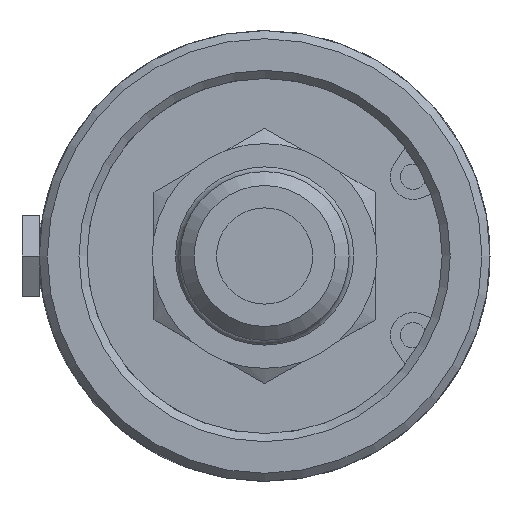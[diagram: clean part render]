
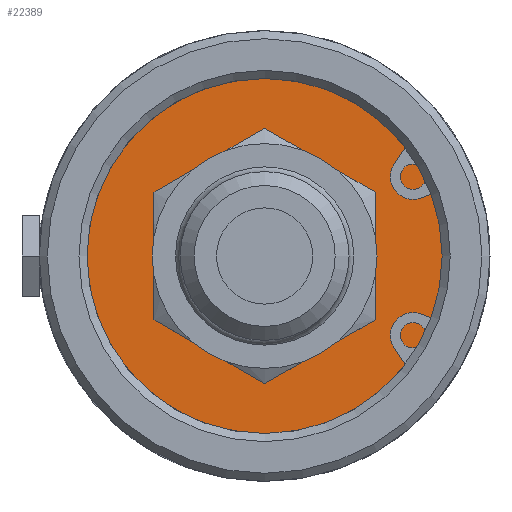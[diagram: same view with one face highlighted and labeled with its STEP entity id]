
A CAD part, left-side view. The second image highlights one B-rep face of the part: STEP entity #22389.
In plain terms, the highlighted planar face has unit normal (-1, 0, 0).
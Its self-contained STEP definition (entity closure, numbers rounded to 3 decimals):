
#179=FACE_BOUND('',#6314,.T.);
#3850=PLANE('',#23643);
#5012=FACE_OUTER_BOUND('',#6313,.T.);
#6313=EDGE_LOOP('',(#19605,#19606));
#6314=EDGE_LOOP('',(#19607));
#8112=CIRCLE('',#23549,8.5);
#8164=CIRCLE('',#23644,18.59);
#8165=CIRCLE('',#23645,18.59);
#10167=VERTEX_POINT('',#48679);
#10244=VERTEX_POINT('',#49727);
#10245=VERTEX_POINT('',#49728);
#13257=EDGE_CURVE('',#10167,#10167,#8112,.T.);
#13389=EDGE_CURVE('',#10244,#10245,#8164,.T.);
#13390=EDGE_CURVE('',#10245,#10244,#8165,.T.);
#19605=ORIENTED_EDGE('',*,*,#13389,.F.);
#19606=ORIENTED_EDGE('',*,*,#13390,.F.);
#19607=ORIENTED_EDGE('',*,*,#13257,.T.);
#22389=ADVANCED_FACE('',(#5012,#179),#3850,.T.);
#23549=AXIS2_PLACEMENT_3D('',#48680,#27141,#27142);
#23643=AXIS2_PLACEMENT_3D('',#49726,#27357,#27358);
#23644=AXIS2_PLACEMENT_3D('',#49729,#27359,#27360);
#23645=AXIS2_PLACEMENT_3D('',#49730,#27361,#27362);
#27141=DIRECTION('center_axis',(1.,0.,0.));
#27142=DIRECTION('ref_axis',(0.,-1.,0.));
#27357=DIRECTION('center_axis',(-1.,0.,0.));
#27358=DIRECTION('ref_axis',(0.,0.,1.));
#27359=DIRECTION('center_axis',(1.,0.,0.));
#27360=DIRECTION('ref_axis',(0.,1.,0.));
#27361=DIRECTION('center_axis',(1.,0.,0.));
#27362=DIRECTION('ref_axis',(0.,1.,0.));
#48679=CARTESIAN_POINT('',(3.76,8.5,0.));
#48680=CARTESIAN_POINT('Origin',(3.76,0.,0.));
#49726=CARTESIAN_POINT('Origin',(3.76,9.295,0.));
#49727=CARTESIAN_POINT('',(3.76,18.59,0.));
#49728=CARTESIAN_POINT('',(3.76,-18.59,0.));
#49729=CARTESIAN_POINT('Origin',(3.76,0.,0.));
#49730=CARTESIAN_POINT('Origin',(3.76,0.,0.));
